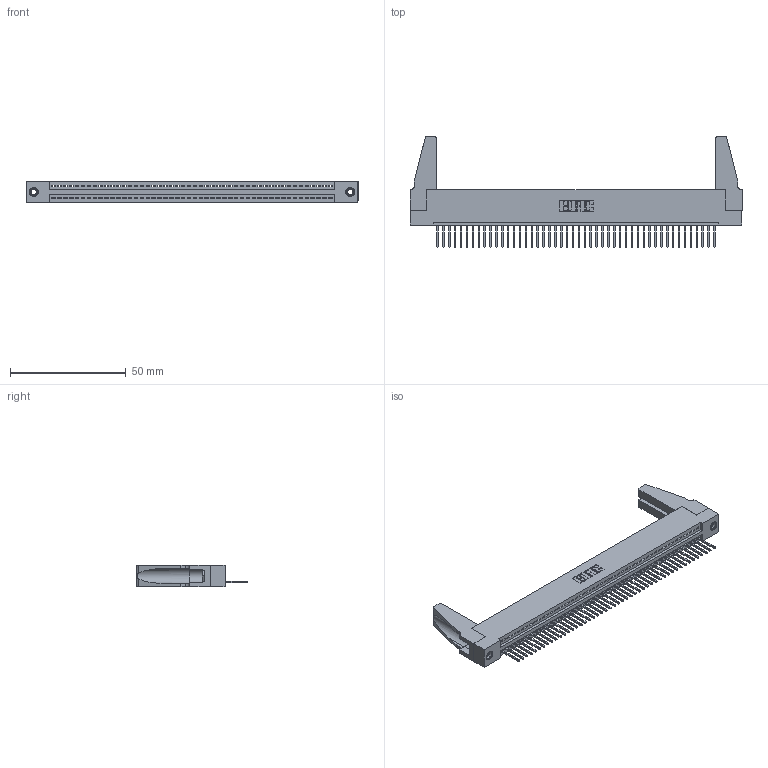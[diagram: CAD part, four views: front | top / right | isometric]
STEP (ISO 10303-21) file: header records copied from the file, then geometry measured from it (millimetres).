
FILE_DESCRIPTION (( 'STEP AP203' ), '1' );
FILE_NAME ('395-048-523-188.STEP', '2019-10-23T01:11:03', ( '' ), ( '' ), 'SwSTEP 2.0', 'SolidWorks 2016', '' );
FILE_SCHEMA (( 'CONFIG_CONTROL_DESIGN' ));
Length unit declared in the file: inch
Products named in the file (5): 345-250-001_345-250-001-102; 345-292-001_345-293-123; 345 Part_Flush Mounting Lugs - 0.156 Dia-TH; 395-048-523-188; 345-220-078_345-220-088
Assembly tree (53 placements, depth 2):
  395-048-523-188
    345 Part_Flush Mounting Lugs - 0.156 Dia-TH
    345-292-001_345-293-123  x48
    345-250-001_345-250-001-102  x2
    345-220-078_345-220-088  x2
Bounding box: 143.15 x 47.68 x 9.4 mm (x, y, z)
Volume: 16880 mm3; surface area: 21372.9 mm2
Topology: 53 solids, 53 shells, 3034 faces, 9103 edges, 5994 vertices
Faces by surface type: plane 2072, cylinder 946, cone 12, torus 4
Entity records: 37484 total; most frequent: CARTESIAN_POINT 6482, ORIENTED_EDGE 6424, DIRECTION 5660, EDGE_CURVE 3212, LINE 2846, VECTOR 2846, VERTEX_POINT 2134, AXIS2_PLACEMENT_3D 1407
